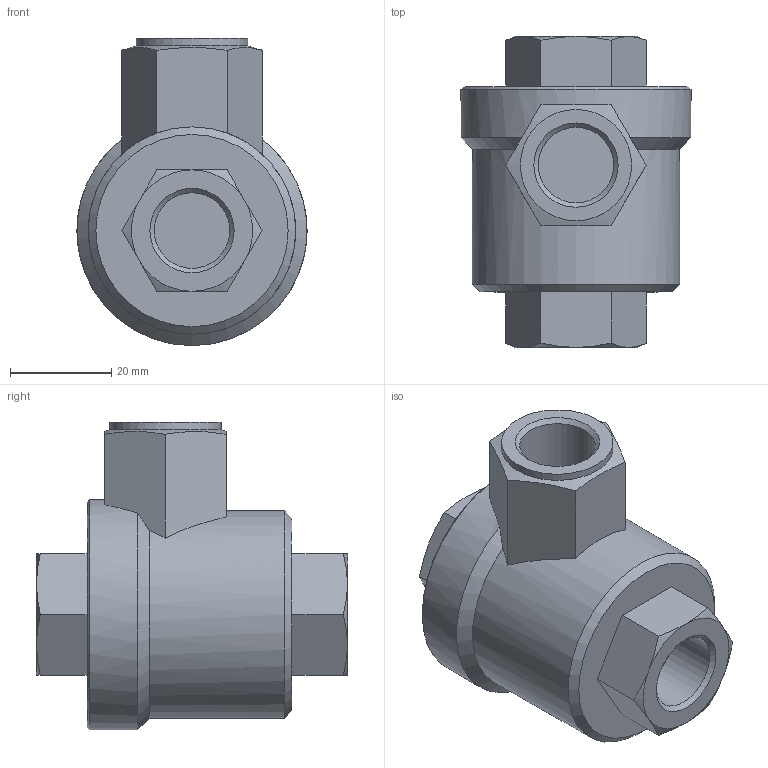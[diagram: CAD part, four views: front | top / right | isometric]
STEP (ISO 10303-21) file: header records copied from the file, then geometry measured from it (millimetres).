
FILE_DESCRIPTION(/* description */ ('STEP AP214'),/* implementation_level */ '2;1');
FILE_NAME(/* name */ '9687_SE-3_8-B',/* time_stamp */ '2024-09-15T00:34:09+02:00',/* author */ ('License CC BY-ND 4.0'),/* organization */ ('CADENAS'),/* preprocessor_version */ 'ST-DEVELOPER v19.3',/* originating_system */ 'PARTsolutions',/* authorisation */ ' ');
FILE_SCHEMA (('AUTOMOTIVE_DESIGN {1 0 10303 214 3 1 1}'));
Length unit declared in the file: millimetre
Products named in the file (2): 9687 SE-3/8-B; 9687 SE-3/8-B--(se)
Assembly tree (1 placements, depth 2):
  9687 SE-3/8-B
    9687 SE-3/8-B--(se)
Bounding box: 45.5 x 61.5 x 60.75 mm (x, y, z)
Volume: 69681.3 mm3; surface area: 13022.3 mm2
Topology: 1 solids, 1 shells, 51 faces, 117 edges, 73 vertices
Faces by surface type: plane 26, cone 19, cylinder 6
Full cylindrical faces by diameter (mm): 14.95 x3, 22 x1, 41 x1, 45.5 x1
Entity records: 1401 total; most frequent: CARTESIAN_POINT 321, DIRECTION 210, ORIENTED_EDGE 198, EDGE_CURVE 99, AXIS2_PLACEMENT_3D 90, EDGE_LOOP 68, FACE_BOUND 68, VERTEX_POINT 67
